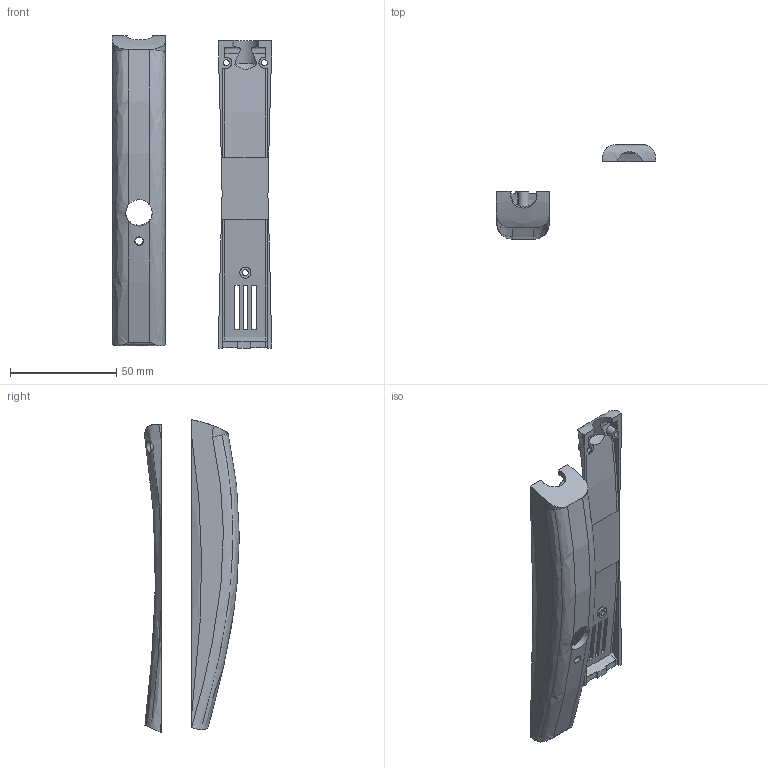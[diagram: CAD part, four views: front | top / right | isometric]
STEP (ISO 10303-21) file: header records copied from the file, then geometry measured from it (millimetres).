
FILE_DESCRIPTION(/* description */ (''),/* implementation_level */ '2;1');
FILE_NAME(/* name */ 'probe_v5.step',/* time_stamp */ '2020-09-25T16:17:42+10:00',/* author */ (''),/* organization */ (''),/* preprocessor_version */ 'ST-DEVELOPER v18.1',/* originating_system */ 'Autodesk Translation Framework v9.3.0.1241',/* authorisation */ '');
FILE_SCHEMA (('AUTOMOTIVE_DESIGN { 1 0 10303 214 3 1 1 }'));
Length unit declared in the file: millimetre
Products named in the file (1): probe
Bounding box: 75 x 44.65 x 147.51 mm (x, y, z)
Volume: 24510 mm3; surface area: 25736.5 mm2
Topology: 2 solids, 2 shells, 123 faces, 348 edges, 228 vertices
Faces by surface type: plane 53, bspline 45, cylinder 21, cone 4
Full cylindrical faces by diameter (mm): 2.8 x6, 4 x1, 5.2 x3, 12.5 x1
Entity records: 6642 total; most frequent: CARTESIAN_POINT 3932, ORIENTED_EDGE 686, EDGE_CURVE 343, DIRECTION 343, VERTEX_POINT 228, B_SPLINE_CURVE_WITH_KNOTS 176, EDGE_LOOP 145, FACE_OUTER_BOUND 123
